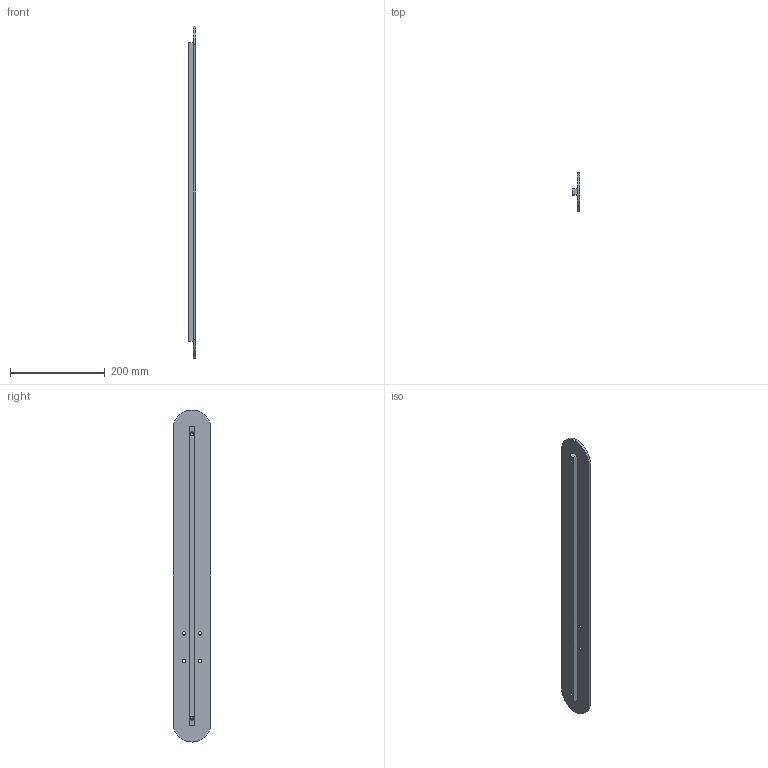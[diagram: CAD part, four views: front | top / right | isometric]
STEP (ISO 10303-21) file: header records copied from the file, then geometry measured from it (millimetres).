
FILE_DESCRIPTION((''),'2;1');
FILE_NAME('JS36DE-0027','2021-01-06T17:07:26',('sa'),('捷昌驱动'),'CREO PARAMETRIC BY PTC INC, 2018100','CREO PARAMETRIC BY PTC INC, 2018100','');
FILE_SCHEMA(('CONFIG_CONTROL_DESIGN'));
Length unit declared in the file: millimetre
Products named in the file (1): JS36DE-0027
Bounding box: 15 x 80 x 700 mm (x, y, z)
Volume: 347139.4 mm3; surface area: 130660.5 mm2
Topology: 1 solids, 3 shells, 33 faces, 84 edges, 54 vertices
Faces by surface type: cylinder 18, plane 11, cone 4
Entity records: 1047 total; most frequent: DIRECTION 188, CARTESIAN_POINT 168, ORIENTED_EDGE 152, EDGE_CURVE 80, AXIS2_PLACEMENT_3D 74, VERTEX_POINT 54, EDGE_LOOP 46, VECTOR 40
